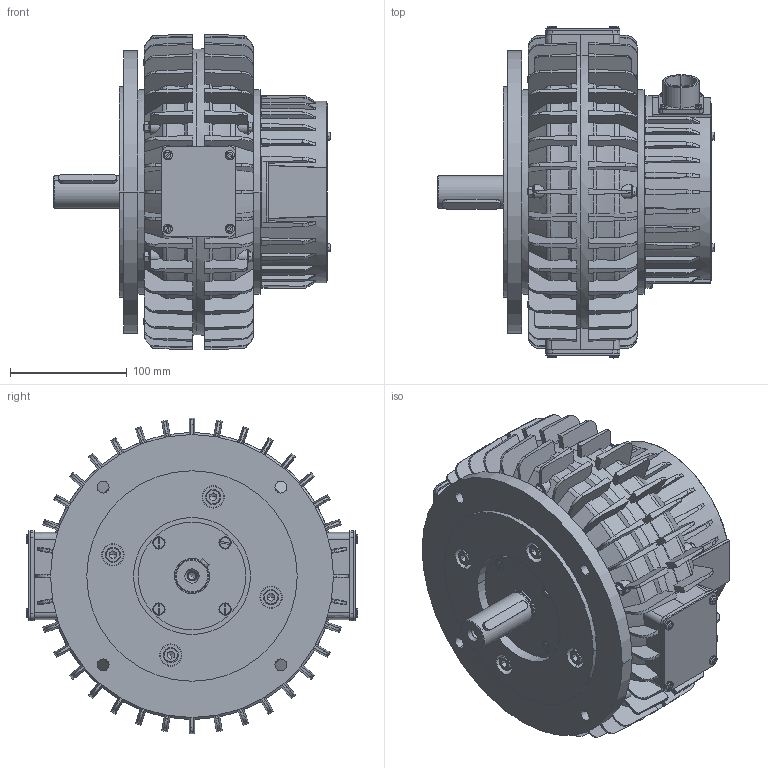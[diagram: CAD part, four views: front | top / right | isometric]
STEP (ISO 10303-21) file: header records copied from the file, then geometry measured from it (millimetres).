
FILE_DESCRIPTION((''),'2;1');
FILE_NAME('MA-55.stp','2013-11-25T11:32:34',('arodrigo'),(''),'Autodesk Inventor 9','Autodesk Inventor 9','');
FILE_SCHEMA(('AUTOMOTIVE_DESIGN { 1 0 10303 214 1 1 1 1 }'));
Length unit declared in the file: millimetre
Products named in the file (1): Pieza1
Bounding box: 236.75 x 283.8 x 269.99 mm (x, y, z)
Volume: 6453041.6 mm3; surface area: 386688.3 mm2
Topology: 1 solids, 29 shells, 1842 faces, 5126 edges, 3418 vertices
Faces by surface type: plane 616, cylinder 468, bspline 327, cone 260, torus 129, sphere 42
Entity records: 72706 total; most frequent: CARTESIAN_POINT 28210, ORIENTED_EDGE 10106, DIRECTION 8587, EDGE_CURVE 5053, AXIS2_PLACEMENT_3D 3585, VERTEX_POINT 3397, EDGE_LOOP 2034, FACE_OUTER_BOUND 1842
